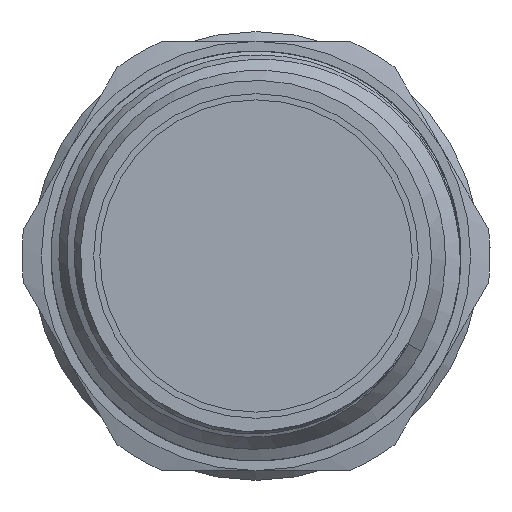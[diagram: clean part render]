
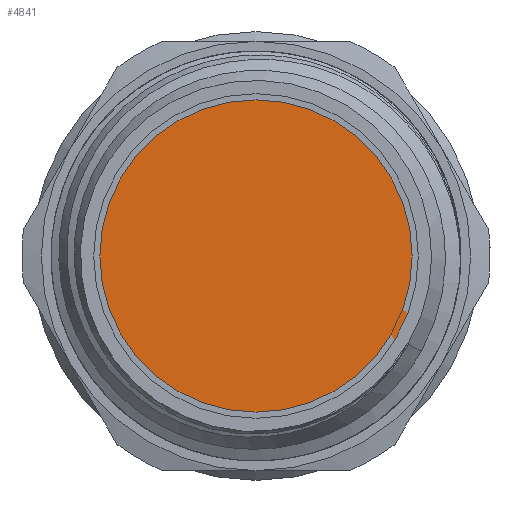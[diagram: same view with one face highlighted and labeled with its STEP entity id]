
A CAD part, left-side view. The second image highlights one B-rep face of the part: STEP entity #4841.
In plain terms, the highlighted planar face has unit normal (-1, 0, 0).
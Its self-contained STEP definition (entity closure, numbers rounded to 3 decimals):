
#265=PLANE('',#5196);
#369=FACE_OUTER_BOUND('',#670,.T.);
#670=EDGE_LOOP('',(#3252,#3253));
#1000=CIRCLE('',#5192,8.316);
#1001=CIRCLE('',#5193,8.316);
#1944=VERTEX_POINT('',#7687);
#1945=VERTEX_POINT('',#7689);
#2478=EDGE_CURVE('',#1944,#1945,#1000,.T.);
#2479=EDGE_CURVE('',#1945,#1944,#1001,.T.);
#3252=ORIENTED_EDGE('',*,*,#2479,.F.);
#3253=ORIENTED_EDGE('',*,*,#2478,.F.);
#4841=ADVANCED_FACE('',(#369),#265,.T.);
#5192=AXIS2_PLACEMENT_3D('',#7690,#5845,#5846);
#5193=AXIS2_PLACEMENT_3D('',#7691,#5847,#5848);
#5196=AXIS2_PLACEMENT_3D('',#7812,#5853,#5854);
#5845=DIRECTION('center_axis',(1.,0.,0.));
#5846=DIRECTION('ref_axis',(0.,0.,-1.));
#5847=DIRECTION('center_axis',(1.,0.,0.));
#5848=DIRECTION('ref_axis',(0.,0.,-1.));
#5853=DIRECTION('center_axis',(-1.,0.,0.));
#5854=DIRECTION('ref_axis',(0.,0.,1.));
#7687=CARTESIAN_POINT('',(-41.9,-8.316,0.));
#7689=CARTESIAN_POINT('',(-41.9,8.316,0.));
#7690=CARTESIAN_POINT('Origin',(-41.9,0.,0.));
#7691=CARTESIAN_POINT('Origin',(-41.9,0.,0.));
#7812=CARTESIAN_POINT('Origin',(-41.9,8.316,0.));
